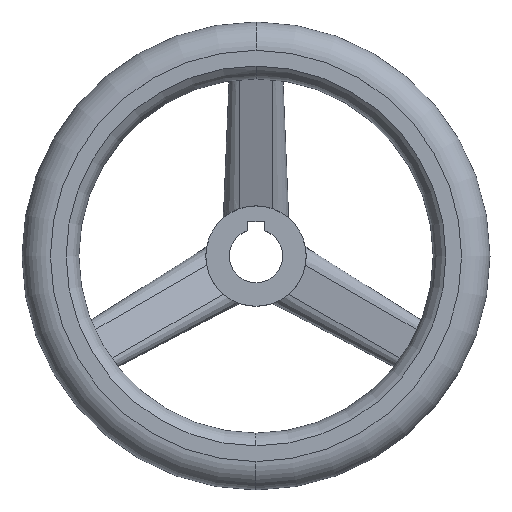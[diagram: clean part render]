
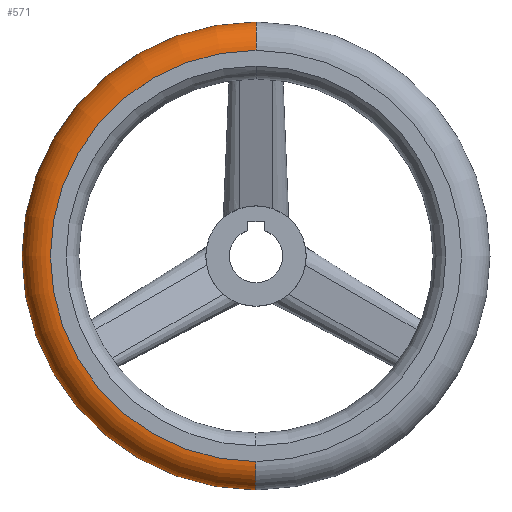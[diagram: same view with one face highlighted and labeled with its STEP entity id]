
A CAD part, top view. The second image highlights one B-rep face of the part: STEP entity #571.
In plain terms, the highlighted toroidal (fillet/blend) face has major radius 61.5 mm and minor radius 8.5 mm.
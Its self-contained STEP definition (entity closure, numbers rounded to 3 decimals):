
#267=VERTEX_POINT('',#668);
#347=EDGE_CURVE('',#543,#267,#760,.T.);
#357=EDGE_CURVE('',#459,#267,#772,.T.);
#407=VERTEX_POINT('',#824);
#439=EDGE_CURVE('',#543,#407,#859,.T.);
#459=VERTEX_POINT('',#879);
#505=EDGE_CURVE('',#459,#407,#932,.T.);
#543=VERTEX_POINT('',#973);
#571=ADVANCED_FACE('',(#1003),#1004,.T.);
#668=CARTESIAN_POINT('',(0.,61.5,39.0));
#760=CIRCLE('',#1421,61.5);
#772=CIRCLE('',#1434,8.5);
#824=CARTESIAN_POINT('',(0.,-70.0,30.5));
#859=CIRCLE('',#1647,8.5);
#879=CARTESIAN_POINT('',(0.,70.0,30.5));
#932=CIRCLE('',#1801,70.0);
#973=CARTESIAN_POINT('',(0.,-61.5,39.0));
#1003=FACE_OUTER_BOUND('',#1980,.T.);
#1004=TOROIDAL_SURFACE('',#1981,61.5,8.5);
#1421=AXIS2_PLACEMENT_3D('',#2215,#2216,#2217);
#1434=AXIS2_PLACEMENT_3D('',#2234,#2235,#2236);
#1647=AXIS2_PLACEMENT_3D('',#2313,#2314,#2315);
#1801=AXIS2_PLACEMENT_3D('',#2387,#2388,#2389);
#1980=EDGE_LOOP('',(#2458,#2459,#2460,#2461));
#1981=AXIS2_PLACEMENT_3D('',#2462,#2463,#2464);
#2215=CARTESIAN_POINT('',(0.,0.,39.0));
#2216=DIRECTION('',(0.,0.,-1.0));
#2217=DIRECTION('',(0.,1.0,0.));
#2234=CARTESIAN_POINT('',(0.,61.5,30.5));
#2235=DIRECTION('',(1.0,0.,0.));
#2236=DIRECTION('',(0.,1.0,0.));
#2313=CARTESIAN_POINT('',(0.,-61.5,30.5));
#2314=DIRECTION('',(1.0,0.,0.));
#2315=DIRECTION('',(0.,-1.0,0.));
#2387=CARTESIAN_POINT('',(0.,0.,30.5));
#2388=DIRECTION('',(0.,0.,1.0));
#2389=DIRECTION('',(1.0,0.0,0.));
#2458=ORIENTED_EDGE('',*,*,#505,.T.);
#2459=ORIENTED_EDGE('',*,*,#439,.F.);
#2460=ORIENTED_EDGE('',*,*,#347,.T.);
#2461=ORIENTED_EDGE('',*,*,#357,.F.);
#2462=CARTESIAN_POINT('',(0.,0.,30.5));
#2463=DIRECTION('',(0.,0.,1.0));
#2464=DIRECTION('',(0.,1.0,0.0));
